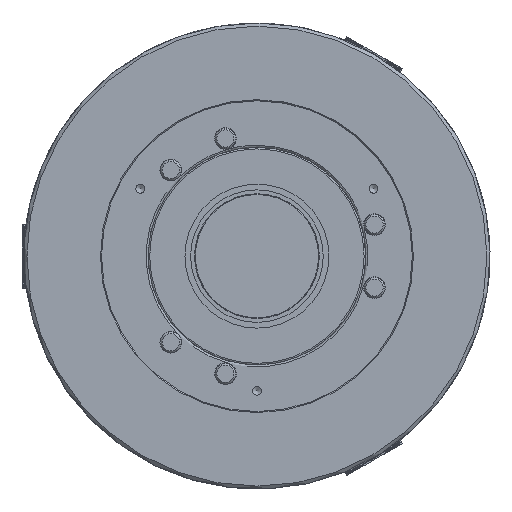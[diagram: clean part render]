
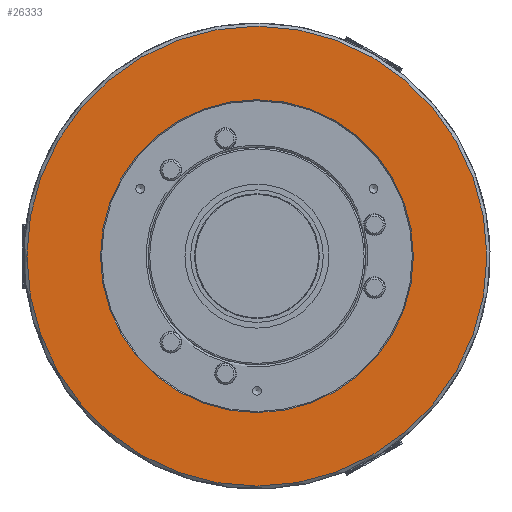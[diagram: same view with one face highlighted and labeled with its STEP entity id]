
A CAD part, left-side view. The second image highlights one B-rep face of the part: STEP entity #26333.
In plain terms, the highlighted planar face has unit normal (-1, 0, 0).
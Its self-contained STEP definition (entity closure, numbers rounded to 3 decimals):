
#1053 = ORIENTED_EDGE ( 'NONE', *, *, #37915, .T. ) ;
#1786 = CIRCLE ( 'NONE', #19641, 151. ) ;
#2952 = DIRECTION ( 'NONE',  ( 0., 0., 1. ) ) ;
#5595 = AXIS2_PLACEMENT_3D ( 'NONE', #28177, #48367, #2952 ) ;
#7932 = PLANE ( 'NONE',  #5595 ) ;
#9059 = CARTESIAN_POINT ( 'NONE',  ( -132., 0., 0. ) ) ;
#12079 = DIRECTION ( 'NONE',  ( 1., 0., 0. ) ) ;
#19641 = AXIS2_PLACEMENT_3D ( 'NONE', #57429, #12079, #32303 ) ;
#20923 = VERTEX_POINT ( 'NONE', #41183 ) ;
#21557 = VERTEX_POINT ( 'NONE', #41826 ) ;
#24069 = EDGE_LOOP ( 'NONE', ( #1053 ) ) ;
#26333 = ADVANCED_FACE ( 'NONE', ( #33184, #53335 ), #7932, .T. ) ;
#28037 = EDGE_LOOP ( 'NONE', ( #36165 ) ) ;
#28177 = CARTESIAN_POINT ( 'NONE',  ( -132., 225., 0. ) ) ;
#29302 = DIRECTION ( 'NONE',  ( -1., 0., 0. ) ) ;
#32303 = DIRECTION ( 'NONE',  ( 0., 0., 1. ) ) ;
#33184 = FACE_BOUND ( 'NONE', #24069, .T. ) ;
#36165 = ORIENTED_EDGE ( 'NONE', *, *, #41964, .T. ) ;
#37915 = EDGE_CURVE ( 'NONE', #20923, #20923, #1786, .T. ) ;
#41183 = CARTESIAN_POINT ( 'NONE',  ( -132., 0., 151. ) ) ;
#41826 = CARTESIAN_POINT ( 'NONE',  ( -132., 0., 222. ) ) ;
#41964 = EDGE_CURVE ( 'NONE', #21557, #21557, #54316, .T. ) ;
#48367 = DIRECTION ( 'NONE',  ( -1., 0., 0. ) ) ;
#49476 = DIRECTION ( 'NONE',  ( 0., 0., 1. ) ) ;
#53335 = FACE_OUTER_BOUND ( 'NONE', #28037, .T. ) ;
#54316 = CIRCLE ( 'NONE', #59604, 222. ) ;
#57429 = CARTESIAN_POINT ( 'NONE',  ( -132., 0., 0. ) ) ;
#59604 = AXIS2_PLACEMENT_3D ( 'NONE', #9059, #29302, #49476 ) ;
